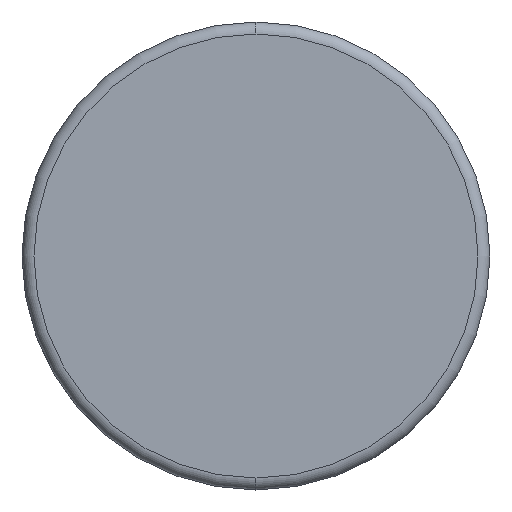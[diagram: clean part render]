
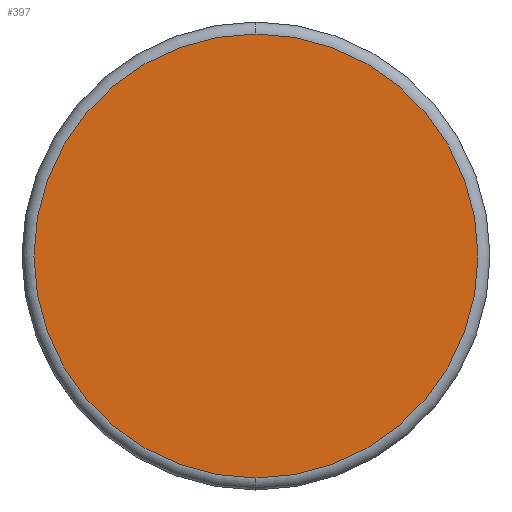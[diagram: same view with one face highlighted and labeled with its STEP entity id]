
A CAD part, front view. The second image highlights one B-rep face of the part: STEP entity #397.
In plain terms, the highlighted planar face has unit normal (0, -1, 0).
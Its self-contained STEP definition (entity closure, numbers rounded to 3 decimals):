
#397=ADVANCED_FACE('',(#1029),#1030,.T.);
#1029=FACE_OUTER_BOUND('',#4045,.T.);
#1030=PLANE('',#4046);
#4045=EDGE_LOOP('',(#6176,#6177));
#4046=AXIS2_PLACEMENT_3D('',#6178,#6179,#6180);
#6176=ORIENTED_EDGE('',*,*,#7780,.F.);
#6177=ORIENTED_EDGE('',*,*,#7777,.F.);
#6178=CARTESIAN_POINT('',(15.742,-13.834,0.));
#6179=DIRECTION('',(0.0,-1.0,0.0));
#6180=DIRECTION('',(-0.0,0.0,1.0));
#7777=EDGE_CURVE('',#8681,#8683,#8684,.T.);
#7780=EDGE_CURVE('',#8683,#8681,#8688,.T.);
#8681=VERTEX_POINT('',#13281);
#8683=VERTEX_POINT('',#13283);
#8684=CIRCLE('',#13284,18.5);
#8688=CIRCLE('',#13288,18.5);
#13281=CARTESIAN_POINT('',(-2.758,-13.834,-18.5));
#13283=CARTESIAN_POINT('',(-2.758,-13.834,18.5));
#13284=AXIS2_PLACEMENT_3D('',#13926,#13927,#13928);
#13288=AXIS2_PLACEMENT_3D('',#13935,#13936,#13937);
#13926=CARTESIAN_POINT('',(-2.758,-13.834,0.));
#13927=DIRECTION('',(0.0,1.0,0.0));
#13928=DIRECTION('',(-1.0,0.0,0.0));
#13935=CARTESIAN_POINT('',(-2.758,-13.834,0.));
#13936=DIRECTION('',(0.0,1.0,0.0));
#13937=DIRECTION('',(-1.0,0.0,0.0));
